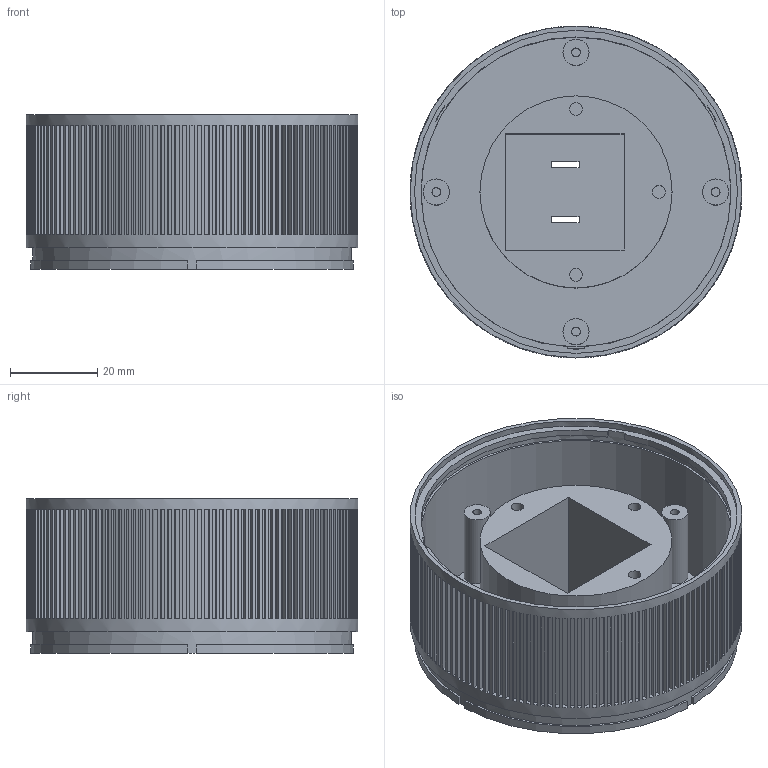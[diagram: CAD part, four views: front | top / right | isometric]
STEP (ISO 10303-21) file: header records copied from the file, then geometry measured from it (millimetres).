
FILE_DESCRIPTION(/* description */ (''),/* implementation_level */ '2;1');
FILE_NAME(/* name */ 'Base.step',/* time_stamp */ '2024-11-15T21:39:31+08:00',/* author */ (''),/* organization */ (''),/* preprocessor_version */ 'ST-DEVELOPER v20',/* originating_system */ 'Autodesk Translation Framework v13.20.0.188',/* authorisation */ '');
FILE_SCHEMA (('AUTOMOTIVE_DESIGN { 1 0 10303 214 3 1 1 }'));
Length unit declared in the file: millimetre
Products named in the file (1): Base
Bounding box: 76 x 76 x 35.5 mm (x, y, z)
Volume: 44019.5 mm3; surface area: 41482.4 mm2
Topology: 1 solids, 1 shells, 776 faces, 2694 edges, 1796 vertices
Faces by surface type: plane 752, cylinder 24
Full cylindrical faces by diameter (mm): 2 x4, 2.9 x3, 6 x4, 44 x1, 71 x1, 72 x1, 73 x1, 74 x1, 76 x1
Entity records: 29650 total; most frequent: ORIENTED_EDGE 5388, CARTESIAN_POINT 5267, DIRECTION 4872, EDGE_CURVE 2694, LINE 2070, VECTOR 2070, VERTEX_POINT 1796, AXIS2_PLACEMENT_3D 1401
